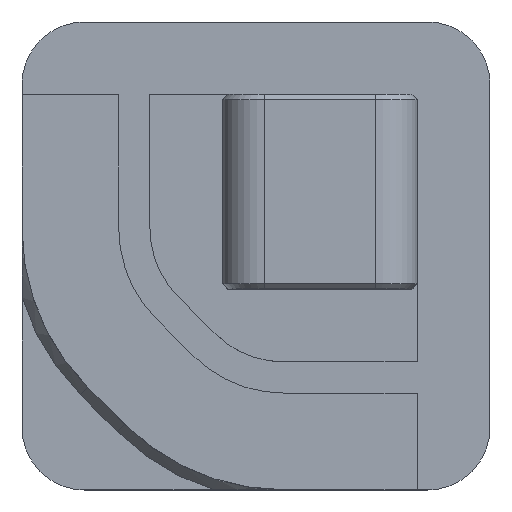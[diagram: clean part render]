
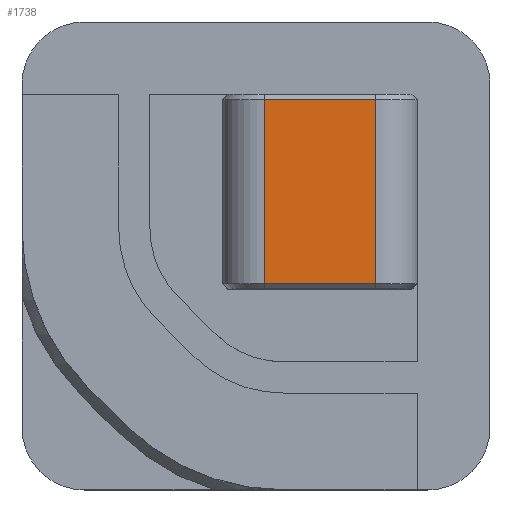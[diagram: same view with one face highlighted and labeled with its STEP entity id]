
A CAD part, top view. The second image highlights one B-rep face of the part: STEP entity #1738.
In plain terms, the highlighted planar face has unit normal (0, 0, 1).
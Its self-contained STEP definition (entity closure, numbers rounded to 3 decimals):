
#129 = PLANE('',#130);
#130 = AXIS2_PLACEMENT_3D('',#131,#132,#133);
#131 = CARTESIAN_POINT('',(23.3,19.55,22.05));
#132 = DIRECTION('',(0.,0.707,-0.707));
#133 = DIRECTION('',(-1.,-0.,-0.));
#687 = VERTEX_POINT('',#688);
#688 = CARTESIAN_POINT('',(34.,19.8,22.3));
#726 = CYLINDRICAL_SURFACE('',#727,4.);
#727 = AXIS2_PLACEMENT_3D('',#728,#729,#730);
#728 = CARTESIAN_POINT('',(34.,19.3,18.3));
#729 = DIRECTION('',(0.,1.,0.));
#730 = DIRECTION('',(1.,0.,0.));
#744 = VERTEX_POINT('',#745);
#745 = CARTESIAN_POINT('',(23.3,19.8,22.3));
#781 = CYLINDRICAL_SURFACE('',#782,4.);
#782 = AXIS2_PLACEMENT_3D('',#783,#784,#785);
#783 = CARTESIAN_POINT('',(23.3,38.,18.3));
#784 = DIRECTION('',(0.,-1.,0.));
#785 = DIRECTION('',(-1.,0.,0.));
#799 = EDGE_CURVE('',#744,#687,#800,.T.);
#800 = SURFACE_CURVE('',#801,(#805,#812),.PCURVE_S1.);
#801 = LINE('',#802,#803);
#802 = CARTESIAN_POINT('',(23.3,19.8,22.3));
#803 = VECTOR('',#804,1.);
#804 = DIRECTION('',(1.,0.,0.));
#805 = PCURVE('',#129,#806);
#806 = DEFINITIONAL_REPRESENTATION('',(#807),#811);
#807 = LINE('',#808,#809);
#808 = CARTESIAN_POINT('',(-0.,0.354));
#809 = VECTOR('',#810,1.);
#810 = DIRECTION('',(-1.,0.));
#811 = ( GEOMETRIC_REPRESENTATION_CONTEXT(2) 
PARAMETRIC_REPRESENTATION_CONTEXT() REPRESENTATION_CONTEXT('2D SPACE',''
  ) );
#812 = PCURVE('',#813,#818);
#813 = PLANE('',#814);
#814 = AXIS2_PLACEMENT_3D('',#815,#816,#817);
#815 = CARTESIAN_POINT('',(28.65,28.65,22.3));
#816 = DIRECTION('',(0.,0.,1.));
#817 = DIRECTION('',(1.,0.,0.));
#818 = DEFINITIONAL_REPRESENTATION('',(#819),#823);
#819 = LINE('',#820,#821);
#820 = CARTESIAN_POINT('',(-5.35,-8.85));
#821 = VECTOR('',#822,1.);
#822 = DIRECTION('',(1.,0.));
#823 = ( GEOMETRIC_REPRESENTATION_CONTEXT(2) 
PARAMETRIC_REPRESENTATION_CONTEXT() REPRESENTATION_CONTEXT('2D SPACE',''
  ) );
#1164 = PLANE('',#1165);
#1165 = AXIS2_PLACEMENT_3D('',#1166,#1167,#1168);
#1166 = CARTESIAN_POINT('',(23.3,37.75,22.05));
#1167 = DIRECTION('',(0.,0.707,0.707));
#1168 = DIRECTION('',(1.,0.,0.));
#1644 = EDGE_CURVE('',#687,#1645,#1647,.T.);
#1645 = VERTEX_POINT('',#1646);
#1646 = CARTESIAN_POINT('',(34.,37.5,22.3));
#1647 = SURFACE_CURVE('',#1648,(#1652,#1659),.PCURVE_S1.);
#1648 = LINE('',#1649,#1650);
#1649 = CARTESIAN_POINT('',(34.,19.3,22.3));
#1650 = VECTOR('',#1651,1.);
#1651 = DIRECTION('',(0.,1.,0.));
#1652 = PCURVE('',#726,#1653);
#1653 = DEFINITIONAL_REPRESENTATION('',(#1654),#1658);
#1654 = LINE('',#1655,#1656);
#1655 = CARTESIAN_POINT('',(-1.571,0.));
#1656 = VECTOR('',#1657,1.);
#1657 = DIRECTION('',(-0.,1.));
#1658 = ( GEOMETRIC_REPRESENTATION_CONTEXT(2) 
PARAMETRIC_REPRESENTATION_CONTEXT() REPRESENTATION_CONTEXT('2D SPACE',''
  ) );
#1659 = PCURVE('',#813,#1660);
#1660 = DEFINITIONAL_REPRESENTATION('',(#1661),#1665);
#1661 = LINE('',#1662,#1663);
#1662 = CARTESIAN_POINT('',(5.35,-9.35));
#1663 = VECTOR('',#1664,1.);
#1664 = DIRECTION('',(0.,1.));
#1665 = ( GEOMETRIC_REPRESENTATION_CONTEXT(2) 
PARAMETRIC_REPRESENTATION_CONTEXT() REPRESENTATION_CONTEXT('2D SPACE',''
  ) );
#1694 = VERTEX_POINT('',#1695);
#1695 = CARTESIAN_POINT('',(23.3,37.5,22.3));
#1717 = EDGE_CURVE('',#1694,#744,#1718,.T.);
#1718 = SURFACE_CURVE('',#1719,(#1723,#1730),.PCURVE_S1.);
#1719 = LINE('',#1720,#1721);
#1720 = CARTESIAN_POINT('',(23.3,38.,22.3));
#1721 = VECTOR('',#1722,1.);
#1722 = DIRECTION('',(0.,-1.,0.));
#1723 = PCURVE('',#781,#1724);
#1724 = DEFINITIONAL_REPRESENTATION('',(#1725),#1729);
#1725 = LINE('',#1726,#1727);
#1726 = CARTESIAN_POINT('',(-1.571,0.));
#1727 = VECTOR('',#1728,1.);
#1728 = DIRECTION('',(-0.,1.));
#1729 = ( GEOMETRIC_REPRESENTATION_CONTEXT(2) 
PARAMETRIC_REPRESENTATION_CONTEXT() REPRESENTATION_CONTEXT('2D SPACE',''
  ) );
#1730 = PCURVE('',#813,#1731);
#1731 = DEFINITIONAL_REPRESENTATION('',(#1732),#1736);
#1732 = LINE('',#1733,#1734);
#1733 = CARTESIAN_POINT('',(-5.35,9.35));
#1734 = VECTOR('',#1735,1.);
#1735 = DIRECTION('',(0.,-1.));
#1736 = ( GEOMETRIC_REPRESENTATION_CONTEXT(2) 
PARAMETRIC_REPRESENTATION_CONTEXT() REPRESENTATION_CONTEXT('2D SPACE',''
  ) );
#1738 = ADVANCED_FACE('',(#1739),#813,.T.);
#1739 = FACE_BOUND('',#1740,.T.);
#1740 = EDGE_LOOP('',(#1741,#1742,#1763,#1764));
#1741 = ORIENTED_EDGE('',*,*,#1644,.T.);
#1742 = ORIENTED_EDGE('',*,*,#1743,.F.);
#1743 = EDGE_CURVE('',#1694,#1645,#1744,.T.);
#1744 = SURFACE_CURVE('',#1745,(#1749,#1756),.PCURVE_S1.);
#1745 = LINE('',#1746,#1747);
#1746 = CARTESIAN_POINT('',(23.3,37.5,22.3));
#1747 = VECTOR('',#1748,1.);
#1748 = DIRECTION('',(1.,0.,0.));
#1749 = PCURVE('',#813,#1750);
#1750 = DEFINITIONAL_REPRESENTATION('',(#1751),#1755);
#1751 = LINE('',#1752,#1753);
#1752 = CARTESIAN_POINT('',(-5.35,8.85));
#1753 = VECTOR('',#1754,1.);
#1754 = DIRECTION('',(1.,0.));
#1755 = ( GEOMETRIC_REPRESENTATION_CONTEXT(2) 
PARAMETRIC_REPRESENTATION_CONTEXT() REPRESENTATION_CONTEXT('2D SPACE',''
  ) );
#1756 = PCURVE('',#1164,#1757);
#1757 = DEFINITIONAL_REPRESENTATION('',(#1758),#1762);
#1758 = LINE('',#1759,#1760);
#1759 = CARTESIAN_POINT('',(0.,-0.354));
#1760 = VECTOR('',#1761,1.);
#1761 = DIRECTION('',(1.,0.));
#1762 = ( GEOMETRIC_REPRESENTATION_CONTEXT(2) 
PARAMETRIC_REPRESENTATION_CONTEXT() REPRESENTATION_CONTEXT('2D SPACE',''
  ) );
#1763 = ORIENTED_EDGE('',*,*,#1717,.T.);
#1764 = ORIENTED_EDGE('',*,*,#799,.T.);
